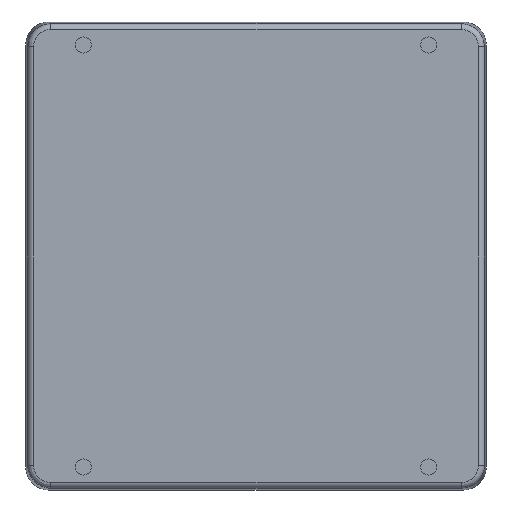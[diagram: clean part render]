
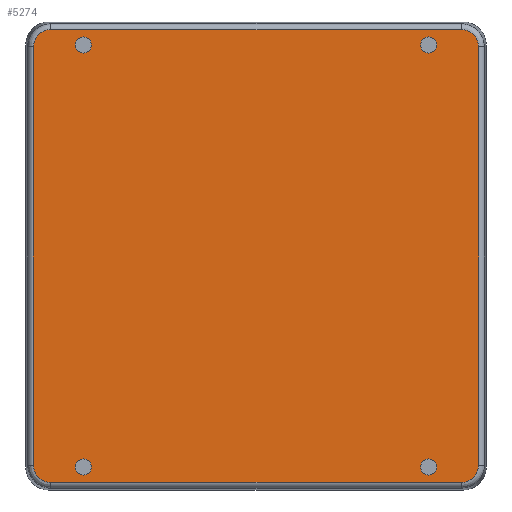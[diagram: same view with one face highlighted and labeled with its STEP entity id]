
A CAD part, left-side view. The second image highlights one B-rep face of the part: STEP entity #5274.
In plain terms, the highlighted planar face has unit normal (-1, 0, 0).
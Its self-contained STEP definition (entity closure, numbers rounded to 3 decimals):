
#207=PLANE('',#5908);
#290=ELLIPSE('',#5887,4.5,4.5);
#291=ELLIPSE('',#5889,4.5,4.5);
#294=ELLIPSE('',#5897,4.5,4.5);
#295=ELLIPSE('',#5899,4.5,4.5);
#466=LINE('',#9218,#770);
#468=LINE('',#9334,#772);
#469=LINE('',#9339,#773);
#471=LINE('',#9452,#775);
#770=VECTOR('',#7271,107.022);
#772=VECTOR('',#7289,109.022);
#773=VECTOR('',#7294,109.022);
#775=VECTOR('',#7310,107.022);
#986=FACE_BOUND('',#1648,.T.);
#987=FACE_BOUND('',#1649,.T.);
#988=FACE_BOUND('',#1650,.T.);
#989=FACE_BOUND('',#1651,.T.);
#1236=FACE_OUTER_BOUND('',#1647,.T.);
#1647=EDGE_LOOP('',(#4311,#4312,#4313,#4314,#4315,#4316,#4317,#4318));
#1648=EDGE_LOOP('',(#4319));
#1649=EDGE_LOOP('',(#4320));
#1650=EDGE_LOOP('',(#4321));
#1651=EDGE_LOOP('',(#4322));
#2075=CIRCLE('',#5859,2.1);
#2079=CIRCLE('',#5865,2.1);
#2083=CIRCLE('',#5871,2.1);
#2087=CIRCLE('',#5877,2.1);
#2505=VERTEX_POINT('',#9171);
#2509=VERTEX_POINT('',#9181);
#2513=VERTEX_POINT('',#9191);
#2517=VERTEX_POINT('',#9201);
#2521=VERTEX_POINT('',#9211);
#2524=VERTEX_POINT('',#9216);
#2525=VERTEX_POINT('',#9269);
#2528=VERTEX_POINT('',#9325);
#2529=VERTEX_POINT('',#9330);
#2532=VERTEX_POINT('',#9337);
#2533=VERTEX_POINT('',#9391);
#2536=VERTEX_POINT('',#9447);
#3135=EDGE_CURVE('',#2505,#2505,#2075,.T.);
#3139=EDGE_CURVE('',#2509,#2509,#2079,.T.);
#3143=EDGE_CURVE('',#2513,#2513,#2083,.T.);
#3147=EDGE_CURVE('',#2517,#2517,#2087,.T.);
#3154=EDGE_CURVE('',#2524,#2521,#466,.T.);
#3157=EDGE_CURVE('',#2521,#2525,#290,.T.);
#3159=EDGE_CURVE('',#2528,#2524,#291,.T.);
#3163=EDGE_CURVE('',#2525,#2529,#468,.T.);
#3165=EDGE_CURVE('',#2532,#2528,#469,.T.);
#3169=EDGE_CURVE('',#2529,#2533,#294,.T.);
#3171=EDGE_CURVE('',#2536,#2532,#295,.T.);
#3173=EDGE_CURVE('',#2533,#2536,#471,.T.);
#4311=ORIENTED_EDGE('',*,*,#3154,.F.);
#4312=ORIENTED_EDGE('',*,*,#3159,.F.);
#4313=ORIENTED_EDGE('',*,*,#3165,.F.);
#4314=ORIENTED_EDGE('',*,*,#3171,.F.);
#4315=ORIENTED_EDGE('',*,*,#3173,.F.);
#4316=ORIENTED_EDGE('',*,*,#3169,.F.);
#4317=ORIENTED_EDGE('',*,*,#3163,.F.);
#4318=ORIENTED_EDGE('',*,*,#3157,.F.);
#4319=ORIENTED_EDGE('',*,*,#3135,.T.);
#4320=ORIENTED_EDGE('',*,*,#3139,.T.);
#4321=ORIENTED_EDGE('',*,*,#3143,.T.);
#4322=ORIENTED_EDGE('',*,*,#3147,.T.);
#5274=ADVANCED_FACE('',(#1236,#986,#987,#988,#989),#207,.T.);
#5859=AXIS2_PLACEMENT_3D('',#9172,#7218,#7219);
#5865=AXIS2_PLACEMENT_3D('',#9182,#7230,#7231);
#5871=AXIS2_PLACEMENT_3D('',#9192,#7242,#7243);
#5877=AXIS2_PLACEMENT_3D('',#9202,#7254,#7255);
#5887=AXIS2_PLACEMENT_3D('',#9273,#7276,#7277);
#5889=AXIS2_PLACEMENT_3D('',#9327,#7280,#7281);
#5897=AXIS2_PLACEMENT_3D('',#9395,#7300,#7301);
#5899=AXIS2_PLACEMENT_3D('',#9449,#7304,#7305);
#5908=AXIS2_PLACEMENT_3D('',#9472,#7331,#7332);
#7218=DIRECTION('center_axis',(1.,0.,0.));
#7219=DIRECTION('ref_axis',(0.,0.,-1.));
#7230=DIRECTION('center_axis',(1.,0.,0.));
#7231=DIRECTION('ref_axis',(0.,0.,-1.));
#7242=DIRECTION('center_axis',(1.,0.,0.));
#7243=DIRECTION('ref_axis',(0.,0.,-1.));
#7254=DIRECTION('center_axis',(1.,0.,0.));
#7255=DIRECTION('ref_axis',(0.,0.,-1.));
#7271=DIRECTION('',(0.,-1.,0.));
#7276=DIRECTION('center_axis',(1.,0.,0.));
#7277=DIRECTION('ref_axis',(0.,-0.707,0.707));
#7280=DIRECTION('center_axis',(1.,0.,0.));
#7281=DIRECTION('ref_axis',(0.,0.707,0.707));
#7289=DIRECTION('',(0.,0.,-1.));
#7294=DIRECTION('',(0.,0.,1.));
#7300=DIRECTION('center_axis',(1.,0.,0.));
#7301=DIRECTION('ref_axis',(0.,-0.707,-0.707));
#7304=DIRECTION('center_axis',(1.,0.,0.));
#7305=DIRECTION('ref_axis',(0.,0.707,-0.707));
#7310=DIRECTION('',(0.,1.,0.));
#7331=DIRECTION('center_axis',(-1.,0.,0.));
#7332=DIRECTION('ref_axis',(0.,0.,1.));
#9171=CARTESIAN_POINT('',(-34.25,-49.5,57.1));
#9172=CARTESIAN_POINT('Origin',(-34.25,-49.5,55.));
#9181=CARTESIAN_POINT('',(-34.25,-49.5,-52.9));
#9182=CARTESIAN_POINT('Origin',(-34.25,-49.5,-55.));
#9191=CARTESIAN_POINT('',(-34.25,40.5,57.1));
#9192=CARTESIAN_POINT('Origin',(-34.25,40.5,55.));
#9201=CARTESIAN_POINT('',(-34.25,40.5,-52.9));
#9202=CARTESIAN_POINT('Origin',(-34.25,40.5,-55.));
#9211=CARTESIAN_POINT('',(-34.25,-58.011,59.011));
#9216=CARTESIAN_POINT('',(-34.25,49.011,59.011));
#9218=CARTESIAN_POINT('',(-34.25,49.011,59.011));
#9269=CARTESIAN_POINT('',(-34.25,-62.511,54.511));
#9273=CARTESIAN_POINT('Origin',(-34.25,-58.011,54.511));
#9325=CARTESIAN_POINT('',(-34.25,53.511,54.511));
#9327=CARTESIAN_POINT('Origin',(-34.25,49.011,54.511));
#9330=CARTESIAN_POINT('',(-34.25,-62.511,-54.511));
#9334=CARTESIAN_POINT('',(-34.25,-62.511,54.511));
#9337=CARTESIAN_POINT('',(-34.25,53.511,-54.511));
#9339=CARTESIAN_POINT('',(-34.25,53.511,-54.511));
#9391=CARTESIAN_POINT('',(-34.25,-58.011,-59.011));
#9395=CARTESIAN_POINT('Origin',(-34.25,-58.011,-54.511));
#9447=CARTESIAN_POINT('',(-34.25,49.011,-59.011));
#9449=CARTESIAN_POINT('Origin',(-34.25,49.011,-54.511));
#9452=CARTESIAN_POINT('',(-34.25,-58.011,-59.011));
#9472=CARTESIAN_POINT('Origin',(-34.25,-64.,-61.));
